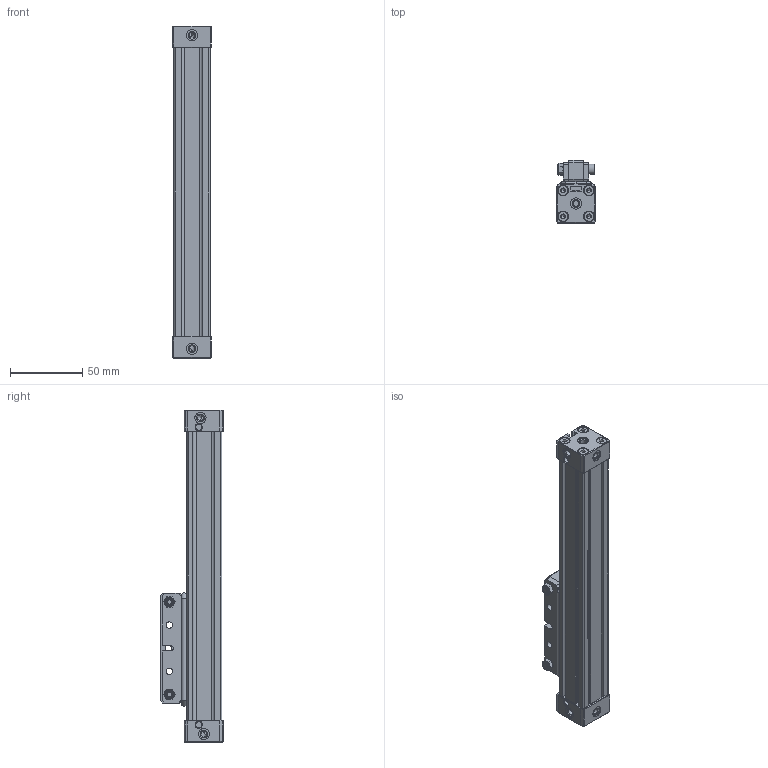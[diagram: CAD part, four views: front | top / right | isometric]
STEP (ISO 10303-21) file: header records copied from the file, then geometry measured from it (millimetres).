
FILE_DESCRIPTION(/* implementation_level */ '2;1');
FILE_NAME(/* name */ 'PL16 - P1 - 0100.stp',/* time_stamp */ '18-Jan-2021 09:32:51',/* author */ ('MEDAN GmbH-H.By.'),/* organization */ (''), /* preprocessor_version */ 'ST-DEVELOPER v11',/* originating_system */ 'SIEMENS PLM Software NX 7.5',/* authorisation */ '');
FILE_SCHEMA (('AUTOMOTIVE_DESIGN { 1 0 10303 214 1 1 1 1 }'));
Length unit declared in the file: millimetre
Products named in the file (14): 16er-Rohr-P1; ANTRIEB; Senkkopfschraube m2x5; 1; din912-m4x22; PL16-18; 16er-16; 16er-06; 16er-10; PL16-20; PL16-07; 16er-02; 16er-01; PL16-00-P1
Assembly tree (26 placements, depth 2):
  PL16-00-P1
    16er-01
    16er-02
    PL16-07
    PL16-20
    16er-10
    16er-06  x2
    16er-16  x8
    PL16-18
    din912-m4x22  x2
    1  x2
    Senkkopfschraube m2x5  x4
    ANTRIEB
    16er-Rohr-P1
Bounding box: 27 x 43.5 x 230 mm (x, y, z)
Volume: 122125.8 mm3; surface area: 78220.4 mm2
Topology: 25 solids, 25 shells, 821 faces, 1973 edges, 1243 vertices
Faces by surface type: plane 466, cylinder 204, cone 133, torus 14, bspline 4
Full cylindrical faces by diameter (mm): 1.5 x4, 2 x4, 2.2 x4, 2.45 x4, 2.5 x8, 3 x10, 3.013 x2, 3.4 x4, 3.5 x5, 4 x6, 4.2 x16, 4.5 x21, 7 x2, 7.2 x8, 7.5 x8, 7.8 x6, 16.1 x1
Entity records: 16950 total; most frequent: CARTESIAN_POINT 2831, DIRECTION 2600, ORIENTED_EDGE 2338, EDGE_CURVE 1169, AXIS2_PLACEMENT_3D 930, VERTEX_POINT 805, LINE 740, VECTOR 740
